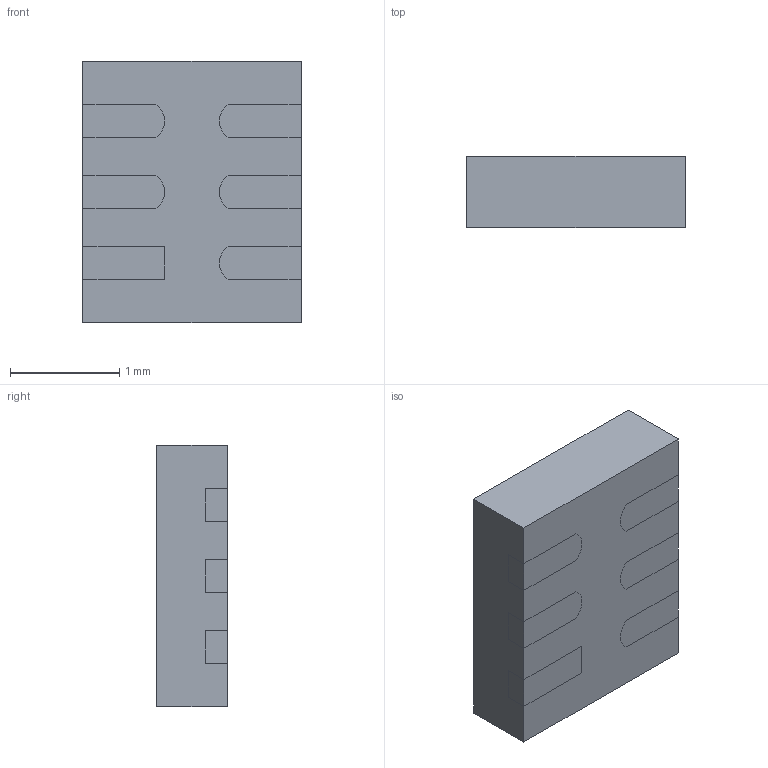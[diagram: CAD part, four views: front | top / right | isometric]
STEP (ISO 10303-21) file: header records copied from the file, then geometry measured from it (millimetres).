
FILE_DESCRIPTION (( 'STEP AP214' ), '1' );
FILE_NAME ('TCS37727FN.STEP', '2019-02-07T01:31:54', ( '' ), ( '' ), 'SwSTEP 2.0', 'SolidWorks 2017', '' );
FILE_SCHEMA (( 'AUTOMOTIVE_DESIGN' ));
Length unit declared in the file: millimetre
Products named in the file (1): TCS37727FN
Bounding box: 2 x 0.65 x 2.4 mm (x, y, z)
Volume: 3.1 mm3; surface area: 22.1 mm2
Topology: 7 solids, 7 shells, 66 faces, 156 edges, 104 vertices
Faces by surface type: plane 56, cylinder 10
Entity records: 1968 total; most frequent: CARTESIAN_POINT 327, ORIENTED_EDGE 312, DIRECTION 310, EDGE_CURVE 156, VECTOR 136, LINE 136, VERTEX_POINT 104, AXIS2_PLACEMENT_3D 87
